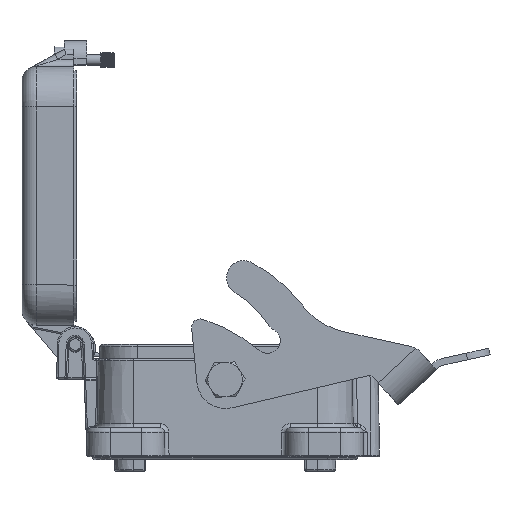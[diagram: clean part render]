
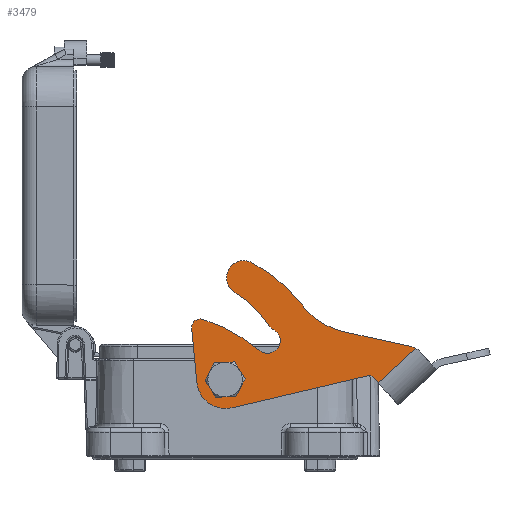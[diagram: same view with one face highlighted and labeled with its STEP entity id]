
A CAD part, left-side view. The second image highlights one B-rep face of the part: STEP entity #3479.
In plain terms, the highlighted planar face has unit normal (-1, 0, 0).
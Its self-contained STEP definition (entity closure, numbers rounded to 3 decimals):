
#1440=FACE_BOUND('',#6363,.T.);
#1441=FACE_BOUND('',#6364,.T.);
#2428=CIRCLE('',#21367,4.4);
#2431=CIRCLE('',#21371,60.);
#2433=CIRCLE('',#21374,3.);
#2435=CIRCLE('',#21378,10.);
#2438=CIRCLE('',#21385,5.);
#2482=CIRCLE('',#21458,35.);
#2483=CIRCLE('',#21460,5.992);
#2484=CIRCLE('',#21462,52.6);
#2485=CIRCLE('',#21464,25.);
#2486=CIRCLE('',#21466,6.);
#3479=ADVANCED_FACE('',(#1440,#1441),#4732,.F.);
#4732=PLANE('',#21467);
#6363=EDGE_LOOP('',(#8275,#8276,#8277,#8278,#8279,#8280));
#6364=EDGE_LOOP('',(#8281,#8282,#8283,#8284,#8285,#8286,#8287,#8288,#8289,
#8290,#8291,#8292,#8293,#8294,#8295));
#8275=ORIENTED_EDGE('',*,*,#15857,.T.);
#8276=ORIENTED_EDGE('',*,*,#15862,.T.);
#8277=ORIENTED_EDGE('',*,*,#15866,.T.);
#8278=ORIENTED_EDGE('',*,*,#15870,.T.);
#8279=ORIENTED_EDGE('',*,*,#15871,.T.);
#8280=ORIENTED_EDGE('',*,*,#15877,.T.);
#8281=ORIENTED_EDGE('',*,*,#16026,.T.);
#8282=ORIENTED_EDGE('',*,*,#16034,.T.);
#8283=ORIENTED_EDGE('',*,*,#15905,.T.);
#8284=ORIENTED_EDGE('',*,*,#15911,.T.);
#8285=ORIENTED_EDGE('',*,*,#15914,.T.);
#8286=ORIENTED_EDGE('',*,*,#15917,.T.);
#8287=ORIENTED_EDGE('',*,*,#15920,.T.);
#8288=ORIENTED_EDGE('',*,*,#15922,.T.);
#8289=ORIENTED_EDGE('',*,*,#15899,.T.);
#8290=ORIENTED_EDGE('',*,*,#16035,.T.);
#8291=ORIENTED_EDGE('',*,*,#15929,.T.);
#8292=ORIENTED_EDGE('',*,*,#15928,.T.);
#8293=ORIENTED_EDGE('',*,*,#16033,.T.);
#8294=ORIENTED_EDGE('',*,*,#16031,.T.);
#8295=ORIENTED_EDGE('',*,*,#16030,.T.);
#13943=VERTEX_POINT('',#30067);
#13944=VERTEX_POINT('',#30069);
#13947=VERTEX_POINT('',#30083);
#13950=VERTEX_POINT('',#30097);
#13953=VERTEX_POINT('',#30111);
#13954=VERTEX_POINT('',#30115);
#13972=VERTEX_POINT('',#30182);
#13973=VERTEX_POINT('',#30184);
#13978=VERTEX_POINT('',#30197);
#13979=VERTEX_POINT('',#30198);
#13983=VERTEX_POINT('',#30208);
#13985=VERTEX_POINT('',#30214);
#13987=VERTEX_POINT('',#30220);
#13989=VERTEX_POINT('',#30226);
#13993=VERTEX_POINT('',#30239);
#13995=VERTEX_POINT('',#30243);
#13996=VERTEX_POINT('',#30247);
#14058=VERTEX_POINT('',#30447);
#14059=VERTEX_POINT('',#30448);
#14060=VERTEX_POINT('',#30453);
#14061=VERTEX_POINT('',#30457);
#15857=EDGE_CURVE('',#13944,#13943,#18851,.T.);
#15862=EDGE_CURVE('',#13943,#13947,#18854,.T.);
#15866=EDGE_CURVE('',#13947,#13950,#18856,.T.);
#15870=EDGE_CURVE('',#13950,#13953,#18858,.T.);
#15871=EDGE_CURVE('',#13953,#13954,#18859,.T.);
#15877=EDGE_CURVE('',#13954,#13944,#18861,.T.);
#15899=EDGE_CURVE('',#13973,#13972,#18873,.T.);
#15905=EDGE_CURVE('',#13978,#13979,#2428,.T.);
#15911=EDGE_CURVE('',#13979,#13983,#2431,.T.);
#15914=EDGE_CURVE('',#13983,#13985,#2433,.T.);
#15917=EDGE_CURVE('',#13985,#13987,#18882,.T.);
#15920=EDGE_CURVE('',#13987,#13989,#2435,.T.);
#15922=EDGE_CURVE('',#13989,#13973,#18885,.T.);
#15928=EDGE_CURVE('',#13993,#13995,#18889,.T.);
#15929=EDGE_CURVE('',#13996,#13993,#2438,.T.);
#16026=EDGE_CURVE('',#14058,#14059,#2482,.T.);
#16030=EDGE_CURVE('',#14060,#14058,#2483,.T.);
#16031=EDGE_CURVE('',#14061,#14060,#2484,.T.);
#16033=EDGE_CURVE('',#13995,#14061,#2485,.T.);
#16034=EDGE_CURVE('',#14059,#13978,#2486,.T.);
#16035=EDGE_CURVE('',#13972,#13996,#18943,.T.);
#18851=LINE('',#30068,#20058);
#18854=LINE('',#30084,#20061);
#18856=LINE('',#30098,#20063);
#18858=LINE('',#30112,#20065);
#18859=LINE('',#30114,#20066);
#18861=LINE('',#30137,#20068);
#18873=LINE('',#30183,#20080);
#18882=LINE('',#30221,#20089);
#18885=LINE('',#30230,#20092);
#18889=LINE('',#30244,#20096);
#18943=LINE('',#30463,#20150);
#20058=VECTOR('',#23977,1.);
#20061=VECTOR('',#23982,1.);
#20063=VECTOR('',#23986,1.);
#20065=VECTOR('',#23990,1.);
#20066=VECTOR('',#23993,1.);
#20068=VECTOR('',#23997,1.);
#20080=VECTOR('',#24047,1.);
#20089=VECTOR('',#24084,1.);
#20092=VECTOR('',#24095,1.);
#20096=VECTOR('',#24107,1.);
#20150=VECTOR('',#24327,1.);
#21367=AXIS2_PLACEMENT_3D('',#30196,#24060,#24061);
#21371=AXIS2_PLACEMENT_3D('',#30209,#24071,#24072);
#21374=AXIS2_PLACEMENT_3D('',#30215,#24078,#24079);
#21378=AXIS2_PLACEMENT_3D('',#30227,#24090,#24091);
#21385=AXIS2_PLACEMENT_3D('',#30246,#24110,#24111);
#21458=AXIS2_PLACEMENT_3D('',#30446,#24305,#24306);
#21460=AXIS2_PLACEMENT_3D('',#30454,#24312,#24313);
#21462=AXIS2_PLACEMENT_3D('',#30456,#24316,#24317);
#21464=AXIS2_PLACEMENT_3D('',#30460,#24321,#24322);
#21466=AXIS2_PLACEMENT_3D('',#30462,#24325,#24326);
#21467=AXIS2_PLACEMENT_3D('',#30464,#24328,#24329);
#23977=DIRECTION('',(0.,0.999,-0.043));
#23982=DIRECTION('',(0.,0.536,0.844));
#23986=DIRECTION('',(0.,-0.463,0.887));
#23990=DIRECTION('',(0.,-0.999,0.043));
#23993=DIRECTION('',(0.,-0.536,-0.844));
#23997=DIRECTION('',(0.,0.463,-0.887));
#24047=DIRECTION('',(0.,-0.675,-0.738));
#24060=DIRECTION('',(1.,0.,0.));
#24061=DIRECTION('',(0.,1.,0.));
#24071=DIRECTION('',(-1.,0.,0.));
#24072=DIRECTION('',(0.,1.,0.));
#24078=DIRECTION('',(-1.,0.,0.));
#24079=DIRECTION('',(0.,1.,0.));
#24084=DIRECTION('',(0.,-0.095,-0.996));
#24090=DIRECTION('',(-1.,0.,0.));
#24091=DIRECTION('',(0.,1.,0.));
#24095=DIRECTION('',(0.,-0.974,0.229));
#24107=DIRECTION('',(0.,0.977,0.215));
#24110=DIRECTION('',(-1.,0.,0.));
#24111=DIRECTION('',(0.,1.,0.));
#24305=DIRECTION('',(1.,0.,0.));
#24306=DIRECTION('',(0.,1.,0.));
#24312=DIRECTION('',(-1.,0.,0.));
#24313=DIRECTION('',(0.,1.,0.));
#24316=DIRECTION('',(-1.,0.,0.));
#24317=DIRECTION('',(0.,1.,0.));
#24321=DIRECTION('',(1.,0.,0.));
#24322=DIRECTION('',(0.,1.,0.));
#24325=DIRECTION('',(-1.,0.,0.));
#24326=DIRECTION('',(0.,1.,0.));
#24327=DIRECTION('',(0.,-0.738,0.675));
#24328=DIRECTION('',(1.,0.,0.));
#24329=DIRECTION('',(0.,0.463,-0.887));
#30067=CARTESIAN_POINT('',(-70.35,3.205,20.658));
#30068=CARTESIAN_POINT('',(-70.35,-0.256,20.805));
#30069=CARTESIAN_POINT('',(-70.35,-3.717,20.953));
#30083=CARTESIAN_POINT('',(-70.35,6.922,26.505));
#30084=CARTESIAN_POINT('',(-70.35,5.064,23.581));
#30097=CARTESIAN_POINT('',(-70.35,3.717,32.647));
#30098=CARTESIAN_POINT('',(-70.35,5.319,29.576));
#30111=CARTESIAN_POINT('',(-70.35,-3.205,32.942));
#30112=CARTESIAN_POINT('',(-70.35,0.256,32.795));
#30114=CARTESIAN_POINT('',(-70.35,-5.064,30.019));
#30115=CARTESIAN_POINT('',(-70.35,-6.922,27.095));
#30137=CARTESIAN_POINT('',(-70.35,-5.319,24.024));
#30182=CARTESIAN_POINT('',(-70.35,-53.146,25.665));
#30183=CARTESIAN_POINT('',(-70.35,-28.376,52.75));
#30184=CARTESIAN_POINT('',(-70.35,-50.692,28.349));
#30196=CARTESIAN_POINT('',(-70.35,-14.757,40.295));
#30197=CARTESIAN_POINT('',(-70.35,-16.96,44.104));
#30198=CARTESIAN_POINT('',(-70.35,-11.951,36.906));
#30208=CARTESIAN_POINT('',(-70.35,7.705,47.729));
#30209=CARTESIAN_POINT('',(-70.35,26.306,-9.315));
#30214=CARTESIAN_POINT('',(-70.35,11.622,44.593));
#30215=CARTESIAN_POINT('',(-70.35,8.635,44.877));
#30220=CARTESIAN_POINT('',(-70.35,9.837,25.8));
#30221=CARTESIAN_POINT('',(-70.35,9.843,25.865));
#30226=CARTESIAN_POINT('',(-70.35,-2.404,17.01));
#30227=CARTESIAN_POINT('',(-70.35,-0.118,26.745));
#30230=CARTESIAN_POINT('',(-70.35,-2.304,16.986));
#30239=CARTESIAN_POINT('',(-70.35,-64.782,38.264));
#30243=CARTESIAN_POINT('',(-70.35,-41.244,43.452));
#30244=CARTESIAN_POINT('',(-70.35,-5.412,51.351));
#30246=CARTESIAN_POINT('',(-70.35,-63.706,33.381));
#30247=CARTESIAN_POINT('',(-70.35,-66.274,37.671));
#30446=CARTESIAN_POINT('',(-70.35,14.353,26.864));
#30447=CARTESIAN_POINT('',(-70.35,-3.416,57.017));
#30448=CARTESIAN_POINT('',(-70.35,-14.943,46.014));
#30453=CARTESIAN_POINT('',(-70.35,-9.232,67.49));
#30454=CARTESIAN_POINT('',(-70.35,-6.458,62.179));
#30456=CARTESIAN_POINT('',(-70.35,15.124,20.869));
#30457=CARTESIAN_POINT('',(-70.35,-26.732,52.725));
#30460=CARTESIAN_POINT('',(-70.35,-46.625,67.866));
#30462=CARTESIAN_POINT('',(-70.35,-19.965,49.297));
#30463=CARTESIAN_POINT('',(-70.35,-49.124,21.986));
#30464=CARTESIAN_POINT('',(-70.35,0.,26.8));
